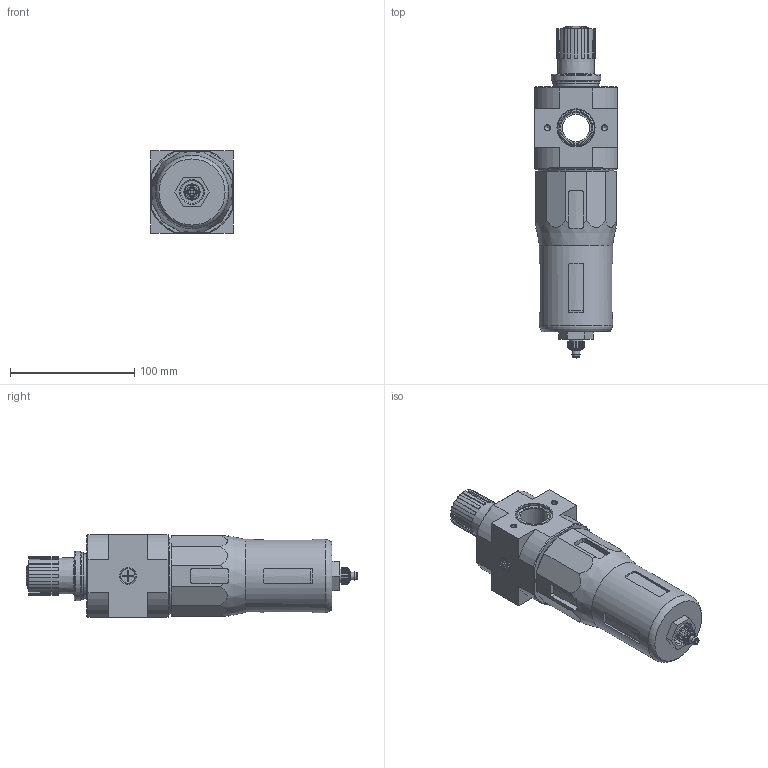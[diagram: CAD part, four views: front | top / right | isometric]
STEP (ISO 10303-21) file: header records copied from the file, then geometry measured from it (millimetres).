
FILE_DESCRIPTION(/* description */ ('STEP AP214'),/* implementation_level */ '2;1');
FILE_NAME(/* name */ '546468_LFR-D-5M-MAXI',/* time_stamp */ '2024-09-04T16:52:26+02:00',/* author */ ('License CC BY-ND 4.0'),/* organization */ ('CADENAS'),/* preprocessor_version */ 'ST-DEVELOPER v19.3',/* originating_system */ 'PARTsolutions',/* authorisation */ ' ');
FILE_SCHEMA (('AUTOMOTIVE_DESIGN {1 0 10303 214 3 1 1}'));
Length unit declared in the file: millimetre
Products named in the file (5): 546468 LFR-D-5M-MAXI---(0); 127317 LFR-D-5M-MAXI--(0); 398011 LRVS-D-MINI; 125696 LR/LFR-D-MAXI; 648415 LF
Assembly tree (4 placements, depth 2):
  546468 LFR-D-5M-MAXI---(0)
    127317 LFR-D-5M-MAXI--(0)
    398011 LRVS-D-MINI
    125696 LR/LFR-D-MAXI
    648415 LF
Bounding box: 66 x 267 x 66 mm (x, y, z)
Volume: 657237.9 mm3; surface area: 70849.7 mm2
Topology: 4 solids, 5 shells, 402 faces, 1063 edges, 698 vertices
Faces by surface type: plane 227, cylinder 109, cone 43, torus 18, sphere 5
Full cylindrical faces by diameter (mm): 2 x1, 3 x1, 4.134 x4, 4.2 x1, 5.6 x1, 6.4 x1, 6.8 x1, 7.1 x1, 9 x1, 9.5 x1, 11.2 x1, 11.445 x2, 12.6 x1, 13.157 x1, 18 x1, 22 x1, 24.9 x1, 26.9 x1, 30 x2, 34.16 x1, 34.376 x1, 36 x1, 38.5 x1, 39.8 x1, 58.8 x1, 59 x1, 59.1 x1, 62 x1
Entity records: 14505 total; most frequent: CARTESIAN_POINT 2731, DIRECTION 1970, ORIENTED_EDGE 1932, EDGE_CURVE 966, AXIS2_PLACEMENT_3D 775, VERTEX_POINT 682, FACE_BOUND 524, EDGE_LOOP 520
